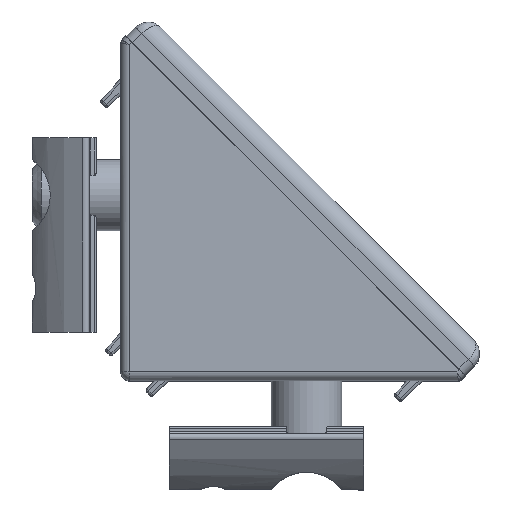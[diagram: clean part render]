
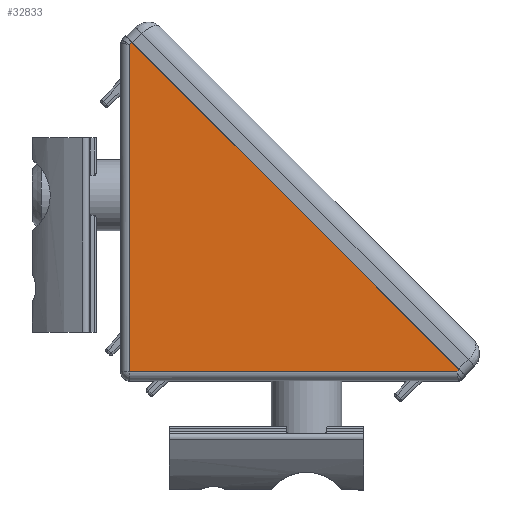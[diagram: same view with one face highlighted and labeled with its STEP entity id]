
A CAD part, top view. The second image highlights one B-rep face of the part: STEP entity #32833.
In plain terms, the highlighted planar face has unit normal (-0.006, -0.006, 1).
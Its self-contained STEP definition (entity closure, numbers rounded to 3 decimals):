
#571 = CARTESIAN_POINT ( 'NONE',  ( 38.219, 1.308, 20.05 ) ) ;
#1742 = EDGE_CURVE ( 'NONE', #9500, #26826, #9327, .T. ) ;
#6481 = DIRECTION ( 'NONE',  ( -0.006, -0.006, 1. ) ) ;
#7301 = CARTESIAN_POINT ( 'NONE',  ( 38.283, 1.244, 20.05 ) ) ;
#7707 = VECTOR ( 'NONE', #18279, 1000. ) ;
#9171 = ORIENTED_EDGE ( 'NONE', *, *, #21031, .T. ) ;
#9220 = AXIS2_PLACEMENT_3D ( 'NONE', #30521, #6481, #44837 ) ;
#9327 = LINE ( 'NONE', #16602, #43985 ) ;
#9407 = LINE ( 'NONE', #19887, #41130 ) ;
#9500 = VERTEX_POINT ( 'NONE', #32995 ) ;
#10105 = ORIENTED_EDGE ( 'NONE', *, *, #29122, .T. ) ;
#12077 = ORIENTED_EDGE ( 'NONE', *, *, #1742, .T. ) ;
#12972 = LINE ( 'NONE', #19389, #42175 ) ;
#15836 = LINE ( 'NONE', #40134, #36717 ) ;
#16602 = CARTESIAN_POINT ( 'NONE',  ( 1.244, 38.283, 20.05 ) ) ;
#17143 = PLANE ( 'NONE',  #9220 ) ;
#17209 = ORIENTED_EDGE ( 'NONE', *, *, #40829, .T. ) ;
#18279 = DIRECTION ( 'NONE',  ( -0.707, 0.707, 0. ) ) ;
#19389 = CARTESIAN_POINT ( 'NONE',  ( 0.994, 38.006, 20.047 ) ) ;
#19887 = CARTESIAN_POINT ( 'NONE',  ( 38.321, 1.277, 20.05 ) ) ;
#21031 = EDGE_CURVE ( 'NONE', #37078, #26701, #15836, .T. ) ;
#22083 = CARTESIAN_POINT ( 'NONE',  ( 38.006, 0.994, 20.047 ) ) ;
#23368 = EDGE_LOOP ( 'NONE', ( #34804, #17209, #12077, #10105, #9171 ) ) ;
#26615 = DIRECTION ( 'NONE',  ( 0., -1., -0.006 ) ) ;
#26701 = VERTEX_POINT ( 'NONE', #22083 ) ;
#26826 = VERTEX_POINT ( 'NONE', #37409 ) ;
#29122 = EDGE_CURVE ( 'NONE', #26826, #37078, #12972, .T. ) ;
#29221 = VERTEX_POINT ( 'NONE', #7301 ) ;
#29839 = EDGE_CURVE ( 'NONE', #29221, #26701, #9407, .T. ) ;
#30110 = DIRECTION ( 'NONE',  ( 1., 0., 0.006 ) ) ;
#30521 = CARTESIAN_POINT ( 'NONE',  ( 38.962, 0.566, 20.05 ) ) ;
#30657 = DIRECTION ( 'NONE',  ( -0.669, -0.743, -0.009 ) ) ;
#32833 = ADVANCED_FACE ( 'NONE', ( #38012 ), #17143, .T. ) ;
#32995 = CARTESIAN_POINT ( 'NONE',  ( 1.244, 38.283, 20.05 ) ) ;
#34804 = ORIENTED_EDGE ( 'NONE', *, *, #29839, .F. ) ;
#36717 = VECTOR ( 'NONE', #30110, 1000. ) ;
#37078 = VERTEX_POINT ( 'NONE', #39296 ) ;
#37409 = CARTESIAN_POINT ( 'NONE',  ( 0.994, 38.006, 20.047 ) ) ;
#38012 = FACE_OUTER_BOUND ( 'NONE', #23368, .T. ) ;
#39154 = LINE ( 'NONE', #571, #7707 ) ;
#39296 = CARTESIAN_POINT ( 'NONE',  ( 0.994, 0.994, 19.818 ) ) ;
#39871 = DIRECTION ( 'NONE',  ( -0.743, -0.669, -0.009 ) ) ;
#40134 = CARTESIAN_POINT ( 'NONE',  ( 38.962, 0.994, 20.053 ) ) ;
#40829 = EDGE_CURVE ( 'NONE', #29221, #9500, #39154, .T. ) ;
#41130 = VECTOR ( 'NONE', #39871, 1000. ) ;
#42175 = VECTOR ( 'NONE', #26615, 1000. ) ;
#43985 = VECTOR ( 'NONE', #30657, 1000. ) ;
#44837 = DIRECTION ( 'NONE',  ( 1., 0., 0.006 ) ) ;
